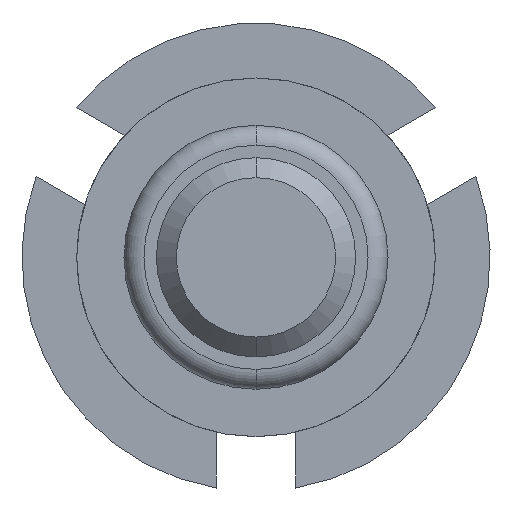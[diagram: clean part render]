
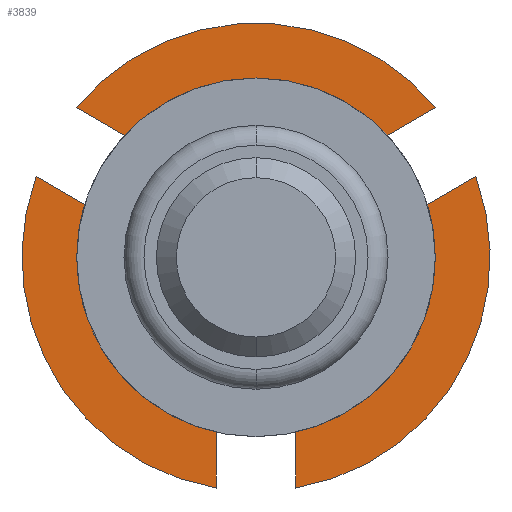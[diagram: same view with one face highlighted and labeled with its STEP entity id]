
A CAD part, front view. The second image highlights one B-rep face of the part: STEP entity #3839.
In plain terms, the highlighted planar face has unit normal (0, -1, 0).
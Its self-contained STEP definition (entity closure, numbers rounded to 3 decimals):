
#7 = CARTESIAN_POINT ( 'NONE',  ( -0.4, 5.5, -2.316 ) ) ;
#13 = DIRECTION ( 'NONE',  ( 0., 0., -1. ) ) ;
#41 = EDGE_CURVE ( 'Defeature ausgef�hrt4_19+Defeature ausgef�hrt4_26+Defeature ausgef�hrt4_41+Defeature ausgef�hrt4_40', #3656, #122, #5008, .T. ) ;
#52 = DIRECTION ( 'NONE',  ( 0., 0., -1. ) ) ;
#99 = VECTOR ( 'NONE', #914, 1000. ) ;
#115 = CARTESIAN_POINT ( 'NONE',  ( 1.186, 5.5, 1.146 ) ) ;
#122 = VERTEX_POINT ( 'NONE', #2302 ) ;
#180 = CIRCLE ( 'NONE', #2765, 2.35 ) ;
#190 = CARTESIAN_POINT ( 'NONE',  ( -1.386, 5.5, 0.8 ) ) ;
#243 = CARTESIAN_POINT ( 'NONE',  ( 0.2, 5.5, 0.346 ) ) ;
#248 = CARTESIAN_POINT ( 'NONE',  ( 0., 5.5, -1.075 ) ) ;
#344 = CARTESIAN_POINT ( 'NONE',  ( 0.4, 5.5, -1.6 ) ) ;
#429 = LINE ( 'NONE', #554, #845 ) ;
#435 = ORIENTED_EDGE ( 'NONE', *, *, #4877, .F. ) ;
#464 = VERTEX_POINT ( 'NONE', #506 ) ;
#506 = CARTESIAN_POINT ( 'NONE',  ( 0., 5.5, 1.075 ) ) ;
#514 = ORIENTED_EDGE ( 'NONE', *, *, #3653, .F. ) ;
#554 = CARTESIAN_POINT ( 'NONE',  ( 0., 5.5, -1.6 ) ) ;
#601 = DIRECTION ( 'NONE',  ( 0.5, 0., 0.866 ) ) ;
#617 = ORIENTED_EDGE ( 'NONE', *, *, #1007, .F. ) ;
#649 = VECTOR ( 'NONE', #1636, 1000. ) ;
#655 = VERTEX_POINT ( 'NONE', #344 ) ;
#675 = ORIENTED_EDGE ( 'NONE', *, *, #4468, .F. ) ;
#676 = CARTESIAN_POINT ( 'NONE',  ( 1.586, 5.5, 0.454 ) ) ;
#760 = VECTOR ( 'NONE', #3039, 1000. ) ;
#779 = CARTESIAN_POINT ( 'NONE',  ( 0., 5.5, 0. ) ) ;
#845 = VECTOR ( 'NONE', #3295, 1000. ) ;
#895 = VECTOR ( 'NONE', #2821, 1000. ) ;
#914 = DIRECTION ( 'NONE',  ( 0.5, 0., -0.866 ) ) ;
#1007 = EDGE_CURVE ( 'Defeature ausgef�hrt4_30+Defeature ausgef�hrt4_26+Defeature ausgef�hrt4_27+Defeature ausgef�hrt4_29', #3945, #4574, #1315, .T. ) ;
#1086 = EDGE_CURVE ( 'Defeature ausgef�hrt4_34+Defeature ausgef�hrt4_26+Defeature ausgef�hrt4_35+Defeature ausgef�hrt4_43', #1559, #3014, #4827, .T. ) ;
#1087 = AXIS2_PLACEMENT_3D ( 'NONE', #3385, #3432, #1406 ) ;
#1091 = DIRECTION ( 'NONE',  ( 0., 1., 0. ) ) ;
#1094 = CARTESIAN_POINT ( 'NONE',  ( 0.4, 5.5, 0. ) ) ;
#1196 = CARTESIAN_POINT ( 'NONE',  ( 1.655, 5.5, 0. ) ) ;
#1236 = CARTESIAN_POINT ( 'NONE',  ( 0., 5.5, -1.075 ) ) ;
#1307 = EDGE_CURVE ( 'Defeature ausgef�hrt4_39+Defeature ausgef�hrt4_26+Defeature ausgef�hrt4_40+Defeature ausgef�hrt4_38', #2048, #4372, #1387, .T. ) ;
#1315 = LINE ( 'NONE', #248, #3841 ) ;
#1387 = LINE ( 'NONE', #3293, #99 ) ;
#1394 = VECTOR ( 'NONE', #3852, 1000. ) ;
#1406 = DIRECTION ( 'NONE',  ( 0., 0., -1. ) ) ;
#1454 = VECTOR ( 'NONE', #3777, 1000. ) ;
#1471 = CARTESIAN_POINT ( 'NONE',  ( 0., 5.5, 0. ) ) ;
#1479 = CARTESIAN_POINT ( 'NONE',  ( -0.2, 5.5, 0.346 ) ) ;
#1485 = DIRECTION ( 'NONE',  ( 0., 0., -1. ) ) ;
#1526 = CARTESIAN_POINT ( 'NONE',  ( 0., 5.5, 1.075 ) ) ;
#1535 = CARTESIAN_POINT ( 'NONE',  ( -1.805, 5.5, 1.504 ) ) ;
#1559 = VERTEX_POINT ( 'NONE', #7 ) ;
#1629 = DIRECTION ( 'NONE',  ( 0., 1., 0. ) ) ;
#1636 = DIRECTION ( 'NONE',  ( 0.866, 0., 0.5 ) ) ;
#1803 = VECTOR ( 'NONE', #3111, 1000. ) ;
#1897 = LINE ( 'NONE', #1094, #760 ) ;
#1907 = EDGE_CURVE ( 'Defeature ausgef�hrt4_40+Defeature ausgef�hrt4_26+Defeature ausgef�hrt4_19+Defeature ausgef�hrt4_39', #122, #2048, #2932, .T. ) ;
#1944 = DIRECTION ( 'NONE',  ( -0.839, 0., 0.545 ) ) ;
#1946 = LINE ( 'NONE', #3154, #2624 ) ;
#2016 = EDGE_CURVE ( 'Defeature ausgef�hrt4_38+Defeature ausgef�hrt4_26+Defeature ausgef�hrt4_39+Defeature ausgef�hrt4_20', #4372, #4060, #4963, .T. ) ;
#2048 = VERTEX_POINT ( 'NONE', #115 ) ;
#2270 = EDGE_CURVE ( 'Defeature ausgef�hrt4_41+Defeature ausgef�hrt4_26+Defeature ausgef�hrt4_42+Defeature ausgef�hrt4_19', #4297, #3656, #4213, .T. ) ;
#2300 = CARTESIAN_POINT ( 'NONE',  ( -2.205, 5.5, 0.811 ) ) ;
#2302 = CARTESIAN_POINT ( 'NONE',  ( 1.805, 5.5, 1.504 ) ) ;
#2303 = EDGE_LOOP ( 'NONE', ( #2542, #2979, #2579, #4949, #435, #3897, #4750, #4815, #2931, #2722, #3114, #2484 ) ) ;
#2347 = VERTEX_POINT ( 'NONE', #4835 ) ;
#2393 = CARTESIAN_POINT ( 'NONE',  ( -1.586, 5.5, 0.454 ) ) ;
#2484 = ORIENTED_EDGE ( 'NONE', *, *, #41, .F. ) ;
#2514 = LINE ( 'NONE', #190, #4928 ) ;
#2542 = ORIENTED_EDGE ( 'NONE', *, *, #2270, .F. ) ;
#2551 = ORIENTED_EDGE ( 'NONE', *, *, #4460, .F. ) ;
#2579 = ORIENTED_EDGE ( 'NONE', *, *, #3059, .F. ) ;
#2581 = CARTESIAN_POINT ( 'NONE',  ( -1.186, 5.5, 1.146 ) ) ;
#2624 = VECTOR ( 'NONE', #4640, 1000. ) ;
#2636 = EDGE_CURVE ( 'Defeature ausgef�hrt4_36+Defeature ausgef�hrt4_26+Defeature ausgef�hrt4_37+Defeature ausgef�hrt4_35', #655, #4576, #429, .T. ) ;
#2709 = CARTESIAN_POINT ( 'NONE',  ( -1.655, 5.5, 0. ) ) ;
#2722 = ORIENTED_EDGE ( 'NONE', *, *, #1307, .F. ) ;
#2730 = VECTOR ( 'NONE', #1944, 1000. ) ;
#2765 = AXIS2_PLACEMENT_3D ( 'NONE', #3218, #1629, #52 ) ;
#2821 = DIRECTION ( 'NONE',  ( 0., 0., -1. ) ) ;
#2891 = FACE_BOUND ( 'NONE', #4942, .T. ) ;
#2931 = ORIENTED_EDGE ( 'NONE', *, *, #2016, .F. ) ;
#2932 = LINE ( 'NONE', #1479, #3957 ) ;
#2942 = DIRECTION ( 'NONE',  ( 0.839, 0., -0.545 ) ) ;
#2979 = ORIENTED_EDGE ( 'NONE', *, *, #4233, .F. ) ;
#3014 = VERTEX_POINT ( 'NONE', #2300 ) ;
#3039 = DIRECTION ( 'NONE',  ( 0., 0., 1. ) ) ;
#3059 = EDGE_CURVE ( 'Defeature ausgef�hrt4_43+Defeature ausgef�hrt4_26+Defeature ausgef�hrt4_34+Defeature ausgef�hrt4_42', #3014, #4542, #5037, .T. ) ;
#3111 = DIRECTION ( 'NONE',  ( 0.866, 0., -0.5 ) ) ;
#3114 = ORIENTED_EDGE ( 'NONE', *, *, #1907, .F. ) ;
#3154 = CARTESIAN_POINT ( 'NONE',  ( -1.655, 5.5, 0. ) ) ;
#3195 = CARTESIAN_POINT ( 'NONE',  ( 2.205, 5.5, 0.811 ) ) ;
#3207 = CARTESIAN_POINT ( 'NONE',  ( -0.4, 5.5, 0. ) ) ;
#3209 = EDGE_CURVE ( 'Defeature ausgef�hrt4_20+Defeature ausgef�hrt4_26+Defeature ausgef�hrt4_38+Defeature ausgef�hrt4_37', #4060, #4037, #180, .T. ) ;
#3218 = CARTESIAN_POINT ( 'NONE',  ( 0., 5.5, 0. ) ) ;
#3223 = CARTESIAN_POINT ( 'NONE',  ( 0.2, 5.5, -0.346 ) ) ;
#3259 = LINE ( 'NONE', #3207, #895 ) ;
#3293 = CARTESIAN_POINT ( 'NONE',  ( 1.386, 5.5, 0.8 ) ) ;
#3295 = DIRECTION ( 'NONE',  ( -1., 0., 0. ) ) ;
#3308 = LINE ( 'NONE', #1196, #1394 ) ;
#3355 = EDGE_CURVE ( 'Defeature ausgef�hrt4_37+Defeature ausgef�hrt4_26+Defeature ausgef�hrt4_20+Defeature ausgef�hrt4_36', #4037, #655, #1897, .T. ) ;
#3367 = LINE ( 'NONE', #1526, #2730 ) ;
#3385 = CARTESIAN_POINT ( 'NONE',  ( 0., 5.5, 0. ) ) ;
#3432 = DIRECTION ( 'NONE',  ( 0., -1., 0. ) ) ;
#3470 = CARTESIAN_POINT ( 'NONE',  ( -0.2, 5.5, -0.346 ) ) ;
#3477 = AXIS2_PLACEMENT_3D ( 'NONE', #1471, #1091, #1485 ) ;
#3492 = DIRECTION ( 'NONE',  ( 0., 1., 0. ) ) ;
#3495 = AXIS2_PLACEMENT_3D ( 'NONE', #779, #3492, #13 ) ;
#3653 = EDGE_CURVE ( 'Defeature ausgef�hrt4_29+Defeature ausgef�hrt4_26+Defeature ausgef�hrt4_30+Defeature ausgef�hrt4_28', #4574, #2347, #3308, .T. ) ;
#3656 = VERTEX_POINT ( 'NONE', #1535 ) ;
#3692 = FACE_OUTER_BOUND ( 'NONE', #2303, .T. ) ;
#3777 = DIRECTION ( 'NONE',  ( -0.866, 0., 0.5 ) ) ;
#3839 = ADVANCED_FACE ( 'Defeature ausgef�hrt4_26', ( #3692, #2891 ), #4180, .T. ) ;
#3841 = VECTOR ( 'NONE', #2942, 1000. ) ;
#3852 = DIRECTION ( 'NONE',  ( 0.839, 0., 0.545 ) ) ;
#3897 = ORIENTED_EDGE ( 'NONE', *, *, #2636, .F. ) ;
#3945 = VERTEX_POINT ( 'NONE', #2709 ) ;
#3957 = VECTOR ( 'NONE', #4992, 1000. ) ;
#4037 = VERTEX_POINT ( 'NONE', #4628 ) ;
#4060 = VERTEX_POINT ( 'NONE', #3195 ) ;
#4180 = PLANE ( 'NONE',  #1087 ) ;
#4213 = LINE ( 'NONE', #243, #1454 ) ;
#4233 = EDGE_CURVE ( 'Defeature ausgef�hrt4_42+Defeature ausgef�hrt4_26+Defeature ausgef�hrt4_43+Defeature ausgef�hrt4_41', #4542, #4297, #2514, .T. ) ;
#4297 = VERTEX_POINT ( 'NONE', #2581 ) ;
#4327 = CARTESIAN_POINT ( 'NONE',  ( -0.4, 5.5, -1.6 ) ) ;
#4372 = VERTEX_POINT ( 'NONE', #676 ) ;
#4460 = EDGE_CURVE ( 'Defeature ausgef�hrt4_27+Defeature ausgef�hrt4_26+Defeature ausgef�hrt4_28+Defeature ausgef�hrt4_30', #464, #3945, #1946, .T. ) ;
#4468 = EDGE_CURVE ( 'Defeature ausgef�hrt4_28+Defeature ausgef�hrt4_26+Defeature ausgef�hrt4_29+Defeature ausgef�hrt4_27', #2347, #464, #3367, .T. ) ;
#4542 = VERTEX_POINT ( 'NONE', #2393 ) ;
#4574 = VERTEX_POINT ( 'NONE', #1236 ) ;
#4576 = VERTEX_POINT ( 'NONE', #4327 ) ;
#4628 = CARTESIAN_POINT ( 'NONE',  ( 0.4, 5.5, -2.316 ) ) ;
#4640 = DIRECTION ( 'NONE',  ( -0.839, 0., -0.545 ) ) ;
#4750 = ORIENTED_EDGE ( 'NONE', *, *, #3355, .F. ) ;
#4815 = ORIENTED_EDGE ( 'NONE', *, *, #3209, .F. ) ;
#4827 = CIRCLE ( 'NONE', #3495, 2.35 ) ;
#4835 = CARTESIAN_POINT ( 'NONE',  ( 1.655, 5.5, 0. ) ) ;
#4877 = EDGE_CURVE ( 'Defeature ausgef�hrt4_35+Defeature ausgef�hrt4_26+Defeature ausgef�hrt4_36+Defeature ausgef�hrt4_34', #4576, #1559, #3259, .T. ) ;
#4928 = VECTOR ( 'NONE', #601, 1000. ) ;
#4942 = EDGE_LOOP ( 'NONE', ( #675, #514, #617, #2551 ) ) ;
#4949 = ORIENTED_EDGE ( 'NONE', *, *, #1086, .F. ) ;
#4963 = LINE ( 'NONE', #3223, #649 ) ;
#4992 = DIRECTION ( 'NONE',  ( -0.866, 0., -0.5 ) ) ;
#5008 = CIRCLE ( 'NONE', #3477, 2.35 ) ;
#5037 = LINE ( 'NONE', #3470, #1803 ) ;
